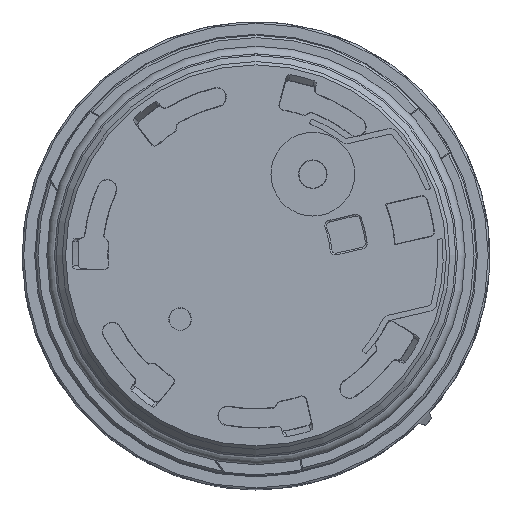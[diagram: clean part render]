
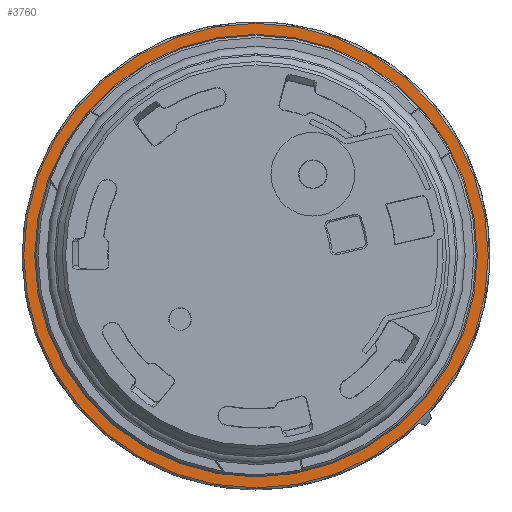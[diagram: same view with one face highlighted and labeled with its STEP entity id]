
A CAD part, top view. The second image highlights one B-rep face of the part: STEP entity #3760.
In plain terms, the highlighted planar face has unit normal (0, 0, 1).
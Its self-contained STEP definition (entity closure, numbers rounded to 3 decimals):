
#923=PLANE('',#15660);
#3760=ADVANCED_FACE('',(#4857,#4858),#923,.F.);
#4857=FACE_BOUND('',#5108,.T.);
#4858=FACE_BOUND('',#5109,.T.);
#5108=EDGE_LOOP('',(#6638));
#5109=EDGE_LOOP('',(#6639));
#6638=ORIENTED_EDGE('',*,*,#12640,.T.);
#6639=ORIENTED_EDGE('',*,*,#12641,.T.);
#11159=VERTEX_POINT('',#23485);
#11160=VERTEX_POINT('',#23487);
#12640=EDGE_CURVE('',#11159,#11159,#14620,.T.);
#12641=EDGE_CURVE('',#11160,#11160,#14621,.T.);
#14620=CIRCLE('',#15658,20.1);
#14621=CIRCLE('',#15659,21.1);
#15658=AXIS2_PLACEMENT_3D('',#23484,#17702,#17703);
#15659=AXIS2_PLACEMENT_3D('',#23486,#17704,#17705);
#15660=AXIS2_PLACEMENT_3D('',#23488,#17706,#17707);
#17702=DIRECTION('',(0.,0.,-1.));
#17703=DIRECTION('',(-1.,0.,0.));
#17704=DIRECTION('',(0.,0.,1.));
#17705=DIRECTION('',(-1.,0.,0.));
#17706=DIRECTION('',(0.,0.,-1.));
#17707=DIRECTION('',(-1.,0.,0.));
#23484=CARTESIAN_POINT('',(0.,0.,170.8));
#23485=CARTESIAN_POINT('',(-20.1,0.,170.8));
#23486=CARTESIAN_POINT('',(0.,0.,170.8));
#23487=CARTESIAN_POINT('',(-21.1,0.,170.8));
#23488=CARTESIAN_POINT('',(0.,0.,170.8));
